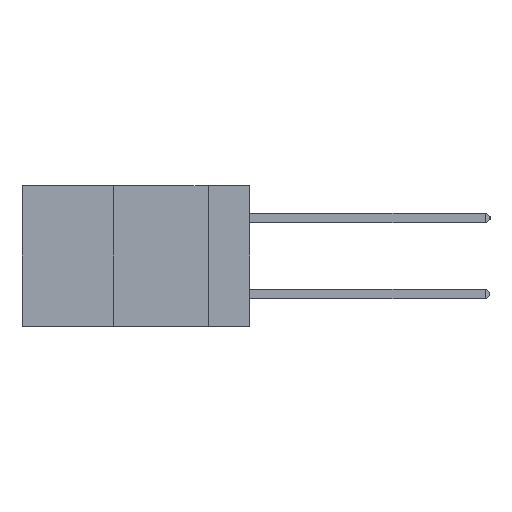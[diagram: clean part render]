
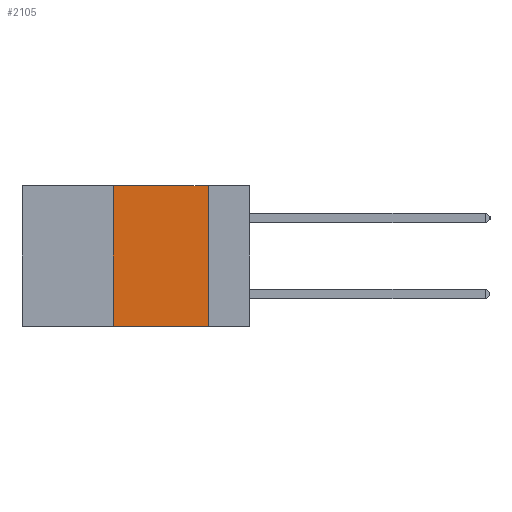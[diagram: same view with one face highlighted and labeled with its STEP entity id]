
A CAD part, left-side view. The second image highlights one B-rep face of the part: STEP entity #2105.
In plain terms, the highlighted planar face has unit normal (-1, 0, 0).
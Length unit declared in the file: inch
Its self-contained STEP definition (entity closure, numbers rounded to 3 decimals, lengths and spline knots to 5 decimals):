
#13 = DIRECTION ( 'NONE',  ( 0., 0., -1. ) ) ;
#271 = DIRECTION ( 'NONE',  ( 0., 0., 1. ) ) ;
#709 = VECTOR ( 'NONE', #13, 39.37008 ) ;
#1012 = EDGE_CURVE ( 'NONE', #8002, #2556, #4238, .T. ) ;
#1124 = VECTOR ( 'NONE', #10401, 39.37008 ) ;
#1295 = AXIS2_PLACEMENT_3D ( 'NONE', #6404, #10356, #5694 ) ;
#1471 = LINE ( 'NONE', #10807, #12821 ) ;
#1513 = LINE ( 'NONE', #9363, #1124 ) ;
#2105 = ADVANCED_FACE ( 'NONE', ( #10944 ), #7088, .F. ) ;
#2556 = VERTEX_POINT ( 'NONE', #12633 ) ;
#3992 = VECTOR ( 'NONE', #271, 39.37008 ) ;
#4238 = LINE ( 'NONE', #14008, #709 ) ;
#4357 = LINE ( 'NONE', #13512, #3992 ) ;
#5694 = DIRECTION ( 'NONE',  ( 0., 0., -1. ) ) ;
#6238 = EDGE_LOOP ( 'NONE', ( #10918, #10886, #10808, #10754 ) ) ;
#6404 = CARTESIAN_POINT ( 'NONE',  ( 0., 0.6, 0. ) ) ;
#7088 = PLANE ( 'NONE',  #1295 ) ;
#7393 = CARTESIAN_POINT ( 'NONE',  ( 0., 0.36, 0. ) ) ;
#7765 = VERTEX_POINT ( 'NONE', #7393 ) ;
#7826 = CARTESIAN_POINT ( 'NONE',  ( 0., 0.11, 0. ) ) ;
#8002 = VERTEX_POINT ( 'NONE', #7826 ) ;
#9000 = EDGE_CURVE ( 'NONE', #10172, #2556, #1513, .T. ) ;
#9363 = CARTESIAN_POINT ( 'NONE',  ( 0., 0.6, -0.37 ) ) ;
#10172 = VERTEX_POINT ( 'NONE', #11957 ) ;
#10356 = DIRECTION ( 'NONE',  ( 1., 0., 0. ) ) ;
#10401 = DIRECTION ( 'NONE',  ( 0., -1., 0. ) ) ;
#10520 = EDGE_CURVE ( 'NONE', #7765, #8002, #1471, .T. ) ;
#10754 = ORIENTED_EDGE ( 'NONE', *, *, #9000, .T. ) ;
#10807 = CARTESIAN_POINT ( 'NONE',  ( 0., 0.6, 0. ) ) ;
#10808 = ORIENTED_EDGE ( 'NONE', *, *, #11749, .F. ) ;
#10859 = DIRECTION ( 'NONE',  ( 0., -1., 0. ) ) ;
#10886 = ORIENTED_EDGE ( 'NONE', *, *, #10520, .F. ) ;
#10918 = ORIENTED_EDGE ( 'NONE', *, *, #1012, .F. ) ;
#10944 = FACE_OUTER_BOUND ( 'NONE', #6238, .T. ) ;
#11749 = EDGE_CURVE ( 'NONE', #10172, #7765, #4357, .T. ) ;
#11957 = CARTESIAN_POINT ( 'NONE',  ( 0., 0.36, -0.37 ) ) ;
#12633 = CARTESIAN_POINT ( 'NONE',  ( 0., 0.11, -0.37 ) ) ;
#12821 = VECTOR ( 'NONE', #10859, 39.37008 ) ;
#13512 = CARTESIAN_POINT ( 'NONE',  ( 0., 0.36, 0. ) ) ;
#14008 = CARTESIAN_POINT ( 'NONE',  ( 0., 0.11, 0. ) ) ;
